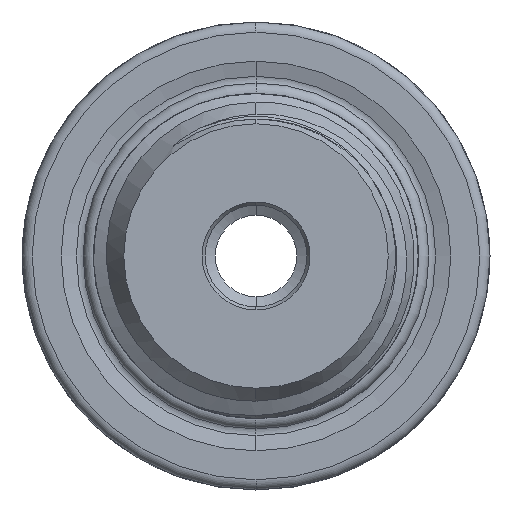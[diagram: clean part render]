
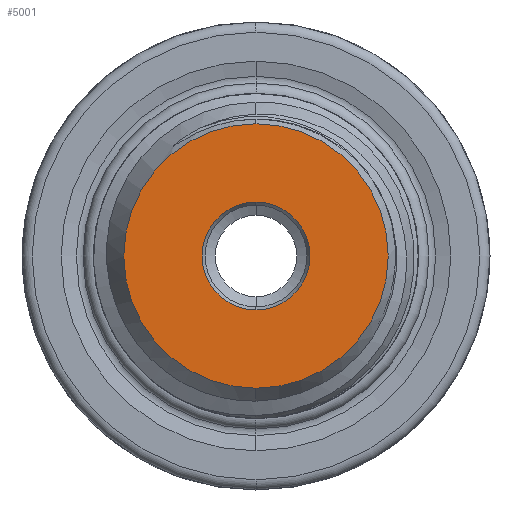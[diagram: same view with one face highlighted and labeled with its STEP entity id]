
A CAD part, left-side view. The second image highlights one B-rep face of the part: STEP entity #5001.
In plain terms, the highlighted planar face has unit normal (-1, 0, 0).
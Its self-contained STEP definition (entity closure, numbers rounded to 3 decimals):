
#33 = DIRECTION ( 'NONE',  ( -1., 0., 0. ) ) ;
#169 = VERTEX_POINT ( 'NONE', #1076 ) ;
#584 = CARTESIAN_POINT ( 'NONE',  ( 0., 0., 6.5 ) ) ;
#808 = AXIS2_PLACEMENT_3D ( 'NONE', #2556, #4621, #4689 ) ;
#1076 = CARTESIAN_POINT ( 'NONE',  ( 0., 0., 2.65 ) ) ;
#1193 = CIRCLE ( 'NONE', #5522, 2.65 ) ;
#1319 = CARTESIAN_POINT ( 'NONE',  ( 0., 0., -6.5 ) ) ;
#1363 = DIRECTION ( 'NONE',  ( 1., 0., 0. ) ) ;
#1598 = AXIS2_PLACEMENT_3D ( 'NONE', #1929, #1363, #3867 ) ;
#1692 = AXIS2_PLACEMENT_3D ( 'NONE', #4204, #2782, #3757 ) ;
#1836 = FACE_BOUND ( 'NONE', #2512, .T. ) ;
#1929 = CARTESIAN_POINT ( 'NONE',  ( 0., 0., 0. ) ) ;
#2059 = EDGE_LOOP ( 'NONE', ( #4237, #2904 ) ) ;
#2442 = VERTEX_POINT ( 'NONE', #4338 ) ;
#2512 = EDGE_LOOP ( 'NONE', ( #2849, #3196 ) ) ;
#2556 = CARTESIAN_POINT ( 'NONE',  ( 0., 0., 0. ) ) ;
#2562 = EDGE_CURVE ( 'NONE', #169, #2442, #1193, .T. ) ;
#2735 = FACE_OUTER_BOUND ( 'NONE', #2059, .T. ) ;
#2760 = CARTESIAN_POINT ( 'NONE',  ( 0., 0., 0. ) ) ;
#2782 = DIRECTION ( 'NONE',  ( -1., 0., 0. ) ) ;
#2849 = ORIENTED_EDGE ( 'NONE', *, *, #2562, .F. ) ;
#2904 = ORIENTED_EDGE ( 'NONE', *, *, #5605, .T. ) ;
#2920 = AXIS2_PLACEMENT_3D ( 'NONE', #4365, #33, #2957 ) ;
#2957 = DIRECTION ( 'NONE',  ( 0., 0., 1. ) ) ;
#3196 = ORIENTED_EDGE ( 'NONE', *, *, #4063, .F. ) ;
#3226 = CIRCLE ( 'NONE', #2920, 2.65 ) ;
#3547 = CIRCLE ( 'NONE', #808, 6.5 ) ;
#3629 = VERTEX_POINT ( 'NONE', #584 ) ;
#3757 = DIRECTION ( 'NONE',  ( 0., 0., 1. ) ) ;
#3769 = EDGE_CURVE ( 'NONE', #4668, #3629, #3831, .T. ) ;
#3792 = DIRECTION ( 'NONE',  ( 0., 0., 1. ) ) ;
#3831 = CIRCLE ( 'NONE', #1692, 6.5 ) ;
#3867 = DIRECTION ( 'NONE',  ( 0., 0., -1. ) ) ;
#4063 = EDGE_CURVE ( 'NONE', #2442, #169, #3226, .T. ) ;
#4204 = CARTESIAN_POINT ( 'NONE',  ( 0., 0., 0. ) ) ;
#4237 = ORIENTED_EDGE ( 'NONE', *, *, #3769, .T. ) ;
#4338 = CARTESIAN_POINT ( 'NONE',  ( 0., 0., -2.65 ) ) ;
#4365 = CARTESIAN_POINT ( 'NONE',  ( 0., 0., 0. ) ) ;
#4621 = DIRECTION ( 'NONE',  ( -1., 0., 0. ) ) ;
#4668 = VERTEX_POINT ( 'NONE', #1319 ) ;
#4669 = DIRECTION ( 'NONE',  ( -1., 0., 0. ) ) ;
#4689 = DIRECTION ( 'NONE',  ( 0., 0., 1. ) ) ;
#5001 = ADVANCED_FACE ( 'NONE', ( #2735, #1836 ), #5520, .F. ) ;
#5520 = PLANE ( 'NONE',  #1598 ) ;
#5522 = AXIS2_PLACEMENT_3D ( 'NONE', #2760, #4669, #3792 ) ;
#5605 = EDGE_CURVE ( 'NONE', #3629, #4668, #3547, .T. ) ;
